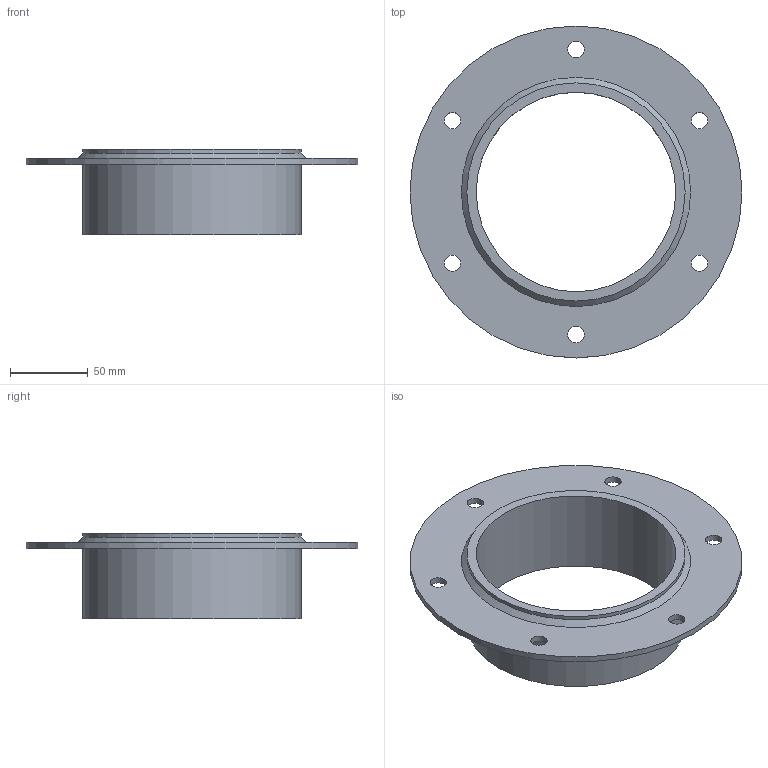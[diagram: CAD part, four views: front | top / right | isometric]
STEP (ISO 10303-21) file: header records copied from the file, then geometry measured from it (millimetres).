
FILE_DESCRIPTION((''),'2;1');
FILE_NAME('SLFR127.stp','2017-02-08T07:17:16',('se-mareng'),(''),'Autodesk Inventor 2013','Autodesk Inventor 2013','');
FILE_SCHEMA(('AUTOMOTIVE_DESIGN { 1 0 10303 214 1 1 1 1 }'));
Length unit declared in the file: millimetre
Products named in the file (1): SLFR127_old
Bounding box: 213 x 213 x 55 mm (x, y, z)
Volume: 220537.6 mm3; surface area: 91620.7 mm2
Topology: 1 solids, 1 shells, 15 faces, 39 edges, 28 vertices
Faces by surface type: cylinder 10, plane 4, cone 1
Full cylindrical faces by diameter (mm): 10.5 x6, 128 x1, 140 x2, 213 x1
Entity records: 425 total; most frequent: DIRECTION 74, CARTESIAN_POINT 58, ORIENTED_EDGE 42, EDGE_LOOP 42, AXIS2_PLACEMENT_3D 37, FACE_BOUND 27, VERTEX_POINT 21, CIRCLE 21
